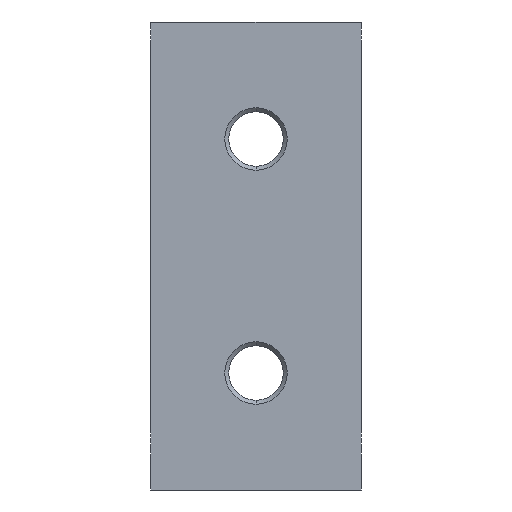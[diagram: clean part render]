
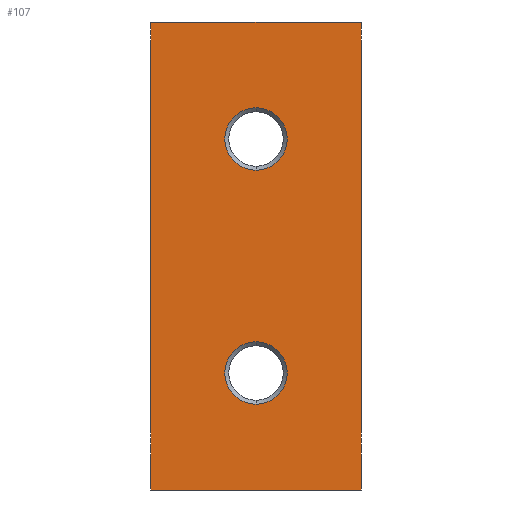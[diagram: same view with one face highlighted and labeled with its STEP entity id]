
A CAD part, front view. The second image highlights one B-rep face of the part: STEP entity #107.
In plain terms, the highlighted planar face has unit normal (0, -1, 0).
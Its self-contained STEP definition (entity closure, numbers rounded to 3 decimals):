
#1 = DIRECTION ( 'NONE',  ( -1., 0., 0. ) ) ;
#13 = DIRECTION ( 'NONE',  ( 0., 0., 1. ) ) ;
#15 = CIRCLE ( 'NONE', #364, 4. ) ;
#39 = VECTOR ( 'NONE', #151, 1000. ) ;
#59 = VECTOR ( 'NONE', #68, 1000. ) ;
#68 = DIRECTION ( 'NONE',  ( 0., 0., -1. ) ) ;
#69 = VERTEX_POINT ( 'NONE', #550 ) ;
#70 = CARTESIAN_POINT ( 'NONE',  ( 0., 0., 45. ) ) ;
#81 = CARTESIAN_POINT ( 'NONE',  ( -13.5, 0., 0. ) ) ;
#100 = VERTEX_POINT ( 'NONE', #323 ) ;
#102 = EDGE_LOOP ( 'NONE', ( #417, #706 ) ) ;
#107 = ADVANCED_FACE ( 'NONE', ( #153, #970, #582 ), #424, .F. ) ;
#145 = DIRECTION ( 'NONE',  ( 0., 0., 1. ) ) ;
#146 = CIRCLE ( 'NONE', #265, 4. ) ;
#151 = DIRECTION ( 'NONE',  ( 0., 0., -1. ) ) ;
#153 = FACE_BOUND ( 'NONE', #102, .T. ) ;
#169 = CARTESIAN_POINT ( 'NONE',  ( 13.5, 0., 0. ) ) ;
#172 = CARTESIAN_POINT ( 'NONE',  ( 0., 0., 15. ) ) ;
#179 = DIRECTION ( 'NONE',  ( 0., 1., 0. ) ) ;
#213 = VERTEX_POINT ( 'NONE', #169 ) ;
#233 = CARTESIAN_POINT ( 'NONE',  ( -13.5, 0., 60. ) ) ;
#242 = LINE ( 'NONE', #745, #39 ) ;
#247 = DIRECTION ( 'NONE',  ( 0., 1., 0. ) ) ;
#263 = AXIS2_PLACEMENT_3D ( 'NONE', #825, #322, #905 ) ;
#265 = AXIS2_PLACEMENT_3D ( 'NONE', #70, #654, #145 ) ;
#271 = LINE ( 'NONE', #989, #696 ) ;
#313 = CARTESIAN_POINT ( 'NONE',  ( 13.5, 0., 60. ) ) ;
#322 = DIRECTION ( 'NONE',  ( 0., 1., 0. ) ) ;
#323 = CARTESIAN_POINT ( 'NONE',  ( 0., 0., 41. ) ) ;
#333 = CARTESIAN_POINT ( 'NONE',  ( 13.5, 0., 60. ) ) ;
#334 = ORIENTED_EDGE ( 'NONE', *, *, #757, .T. ) ;
#357 = LINE ( 'NONE', #233, #59 ) ;
#364 = AXIS2_PLACEMENT_3D ( 'NONE', #427, #422, #416 ) ;
#391 = EDGE_LOOP ( 'NONE', ( #955, #943, #415, #434 ) ) ;
#402 = DIRECTION ( 'NONE',  ( -1., 0., 0. ) ) ;
#410 = DIRECTION ( 'NONE',  ( 0., 0., 1. ) ) ;
#415 = ORIENTED_EDGE ( 'NONE', *, *, #975, .F. ) ;
#416 = DIRECTION ( 'NONE',  ( 0., 0., 1. ) ) ;
#417 = ORIENTED_EDGE ( 'NONE', *, *, #818, .T. ) ;
#422 = DIRECTION ( 'NONE',  ( 0., 1., 0. ) ) ;
#424 = PLANE ( 'NONE',  #633 ) ;
#427 = CARTESIAN_POINT ( 'NONE',  ( 0., 0., 45. ) ) ;
#429 = AXIS2_PLACEMENT_3D ( 'NONE', #172, #179, #13 ) ;
#434 = ORIENTED_EDGE ( 'NONE', *, *, #950, .T. ) ;
#493 = CARTESIAN_POINT ( 'NONE',  ( 13.5, 0., 60. ) ) ;
#550 = CARTESIAN_POINT ( 'NONE',  ( 0., 0., 11. ) ) ;
#554 = VERTEX_POINT ( 'NONE', #864 ) ;
#571 = CARTESIAN_POINT ( 'NONE',  ( -13.5, 0., 60. ) ) ;
#577 = CIRCLE ( 'NONE', #263, 4. ) ;
#582 = FACE_OUTER_BOUND ( 'NONE', #391, .T. ) ;
#614 = ORIENTED_EDGE ( 'NONE', *, *, #960, .T. ) ;
#633 = AXIS2_PLACEMENT_3D ( 'NONE', #333, #247, #410 ) ;
#654 = DIRECTION ( 'NONE',  ( 0., 1., 0. ) ) ;
#673 = CARTESIAN_POINT ( 'NONE',  ( 0., 0., 19. ) ) ;
#696 = VECTOR ( 'NONE', #1, 1000. ) ;
#706 = ORIENTED_EDGE ( 'NONE', *, *, #954, .T. ) ;
#745 = CARTESIAN_POINT ( 'NONE',  ( 13.5, 0., 60. ) ) ;
#751 = CIRCLE ( 'NONE', #429, 4. ) ;
#757 = EDGE_CURVE ( 'NONE', #69, #819, #751, .T. ) ;
#818 = EDGE_CURVE ( 'NONE', #100, #554, #15, .T. ) ;
#819 = VERTEX_POINT ( 'NONE', #673 ) ;
#825 = CARTESIAN_POINT ( 'NONE',  ( 0., 0., 15. ) ) ;
#864 = CARTESIAN_POINT ( 'NONE',  ( 0., 0., 49. ) ) ;
#872 = VERTEX_POINT ( 'NONE', #81 ) ;
#887 = VERTEX_POINT ( 'NONE', #571 ) ;
#905 = DIRECTION ( 'NONE',  ( 0., 0., 1. ) ) ;
#941 = EDGE_LOOP ( 'NONE', ( #334, #614 ) ) ;
#943 = ORIENTED_EDGE ( 'NONE', *, *, #973, .F. ) ;
#950 = EDGE_CURVE ( 'NONE', #974, #887, #1042, .T. ) ;
#954 = EDGE_CURVE ( 'NONE', #554, #100, #146, .T. ) ;
#955 = ORIENTED_EDGE ( 'NONE', *, *, #971, .T. ) ;
#960 = EDGE_CURVE ( 'NONE', #819, #69, #577, .T. ) ;
#970 = FACE_BOUND ( 'NONE', #941, .T. ) ;
#971 = EDGE_CURVE ( 'NONE', #887, #872, #357, .T. ) ;
#973 = EDGE_CURVE ( 'NONE', #213, #872, #271, .T. ) ;
#974 = VERTEX_POINT ( 'NONE', #493 ) ;
#975 = EDGE_CURVE ( 'NONE', #974, #213, #242, .T. ) ;
#989 = CARTESIAN_POINT ( 'NONE',  ( 13.5, 0., 0. ) ) ;
#1015 = VECTOR ( 'NONE', #402, 1000. ) ;
#1042 = LINE ( 'NONE', #313, #1015 ) ;
